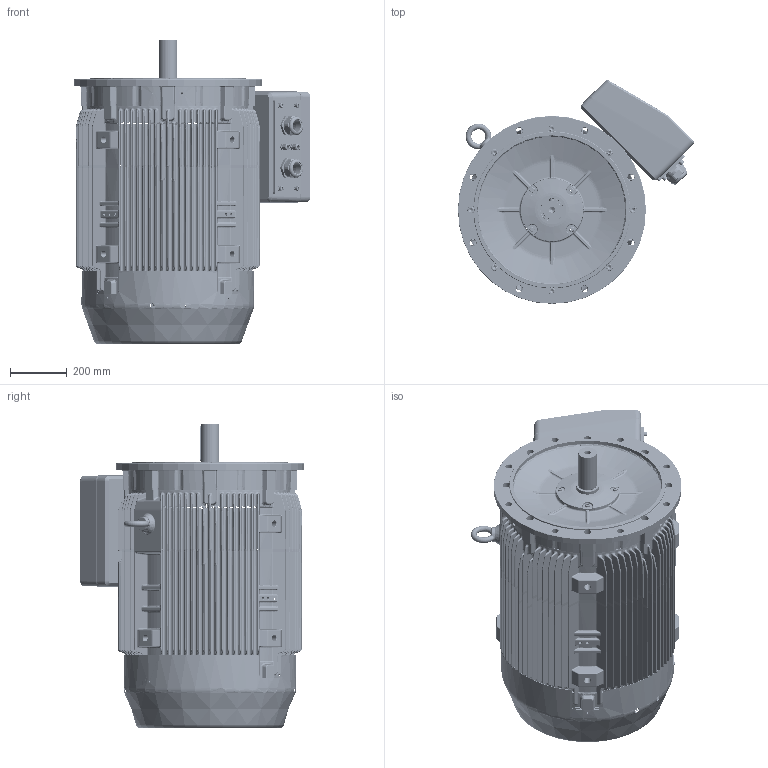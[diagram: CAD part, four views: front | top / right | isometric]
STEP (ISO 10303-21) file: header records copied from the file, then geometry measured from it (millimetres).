
FILE_DESCRIPTION(/* description */ (''),/* implementation_level */ '2;1');
FILE_NAME(/* name */ '6441199xx-AA-DIS GORUNUS QHG 315M-2 B5 KI.stp',/* time_stamp */ '2023-06-12T10:55:37+03:00',/* author */ (''),/* organization */ (''),/* preprocessor_version */ 'ST-DEVELOPER v16',/* originating_system */ 'SIEMENS PLM Software NX 11.0',/* authorisation */ '');
FILE_SCHEMA (('AUTOMOTIVE_DESIGN { 1 0 10303 214 3 1 1 1 }'));
Length unit declared in the file: millimetre
Products named in the file (1): 26009910674F4pnc
Bounding box: 829.19 x 785.69 x 1070 mm (x, y, z)
Surface area: 6941967.7 mm2 (no closed solid volume)
Topology: 0 solids, 138 shells, 6042 faces, 23544 edges, 16645 vertices
Faces by surface type: plane 2705, bspline 1321, cylinder 1234, cone 565, torus 170, sphere 46, extrusion 1
Full cylindrical faces by diameter (mm): 4 x2, 8 x4, 8.5 x6, 9 x4, 10 x5, 12 x2, 12.1 x2, 15 x2, 16 x12, 18 x2, 20 x10, 21 x2, 22 x4, 24 x8, 26 x8, 44 x3, 44.4 x2, 44.5 x2, 47.7 x2, 50 x3, 64.4 x1, 64.8 x2, 65 x1, 80 x2, 565 x1, 604 x1, 607 x1, 660 x1
Entity records: 279252 total; most frequent: CARTESIAN_POINT 96639, ORIENTED_EDGE 36509, DIRECTION 31888, EDGE_CURVE 23145, VERTEX_POINT 16581, VECTOR 14314, LINE 14313, AXIS2_PLACEMENT_3D 8787
